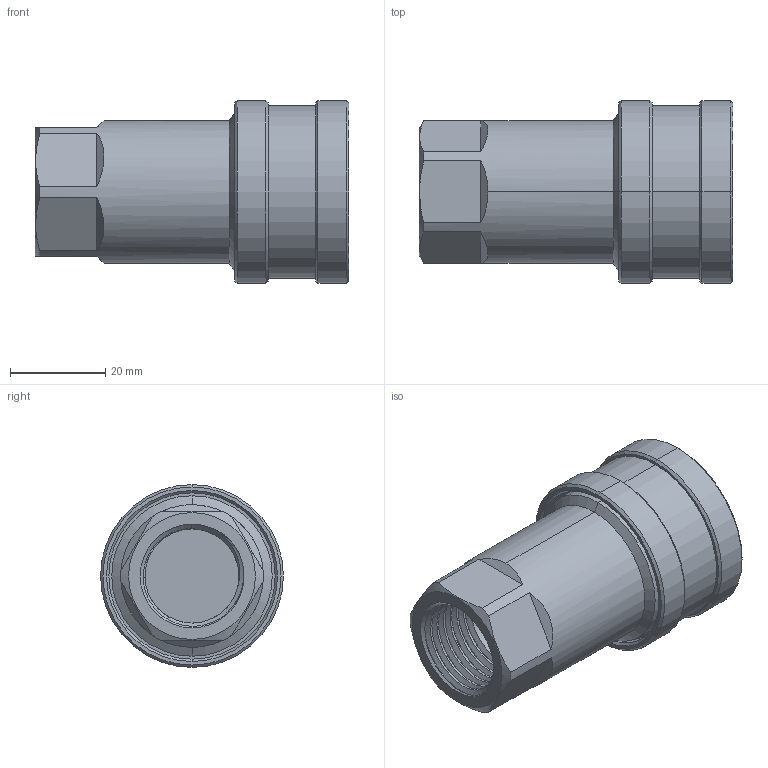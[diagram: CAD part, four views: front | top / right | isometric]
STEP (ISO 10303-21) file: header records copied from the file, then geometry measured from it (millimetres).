
FILE_DESCRIPTION (( 'STEP AP203' ), '1' );
FILE_NAME ('OEM-QR-15NB-F_REV_1.step', '2025-09-15T04:35:01', ( '' ), ( '' ), 'SwSTEP 2.0', 'SolidWorks 2024', '' );
FILE_SCHEMA (( 'CONFIG_CONTROL_DESIGN' ));
Length unit declared in the file: millimetre
Products named in the file (1): OEM-QR-15NB-F_REV_1
Bounding box: 66 x 38.45 x 38.45 mm (x, y, z)
Volume: 40087.7 mm3; surface area: 13505.1 mm2
Topology: 1 solids, 1 shells, 112 faces, 276 edges, 174 vertices
Faces by surface type: cylinder 42, cone 27, plane 25, sphere 9, torus 6, bspline 3
Entity records: 5632 total; most frequent: CARTESIAN_POINT 3118, ORIENTED_EDGE 514, DIRECTION 501, EDGE_CURVE 257, AXIS2_PLACEMENT_3D 206, VERTEX_POINT 164, EDGE_LOOP 129, FACE_OUTER_BOUND 112
